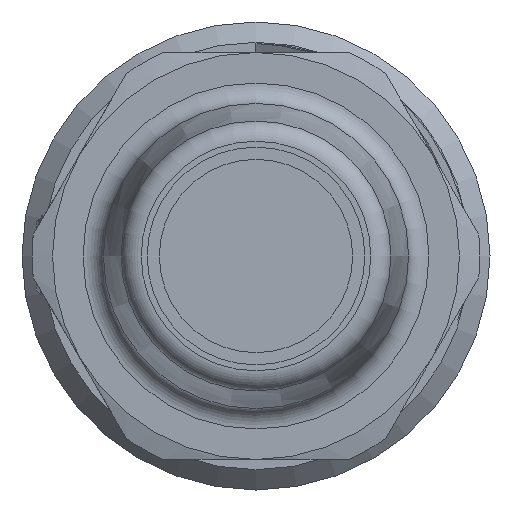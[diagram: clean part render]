
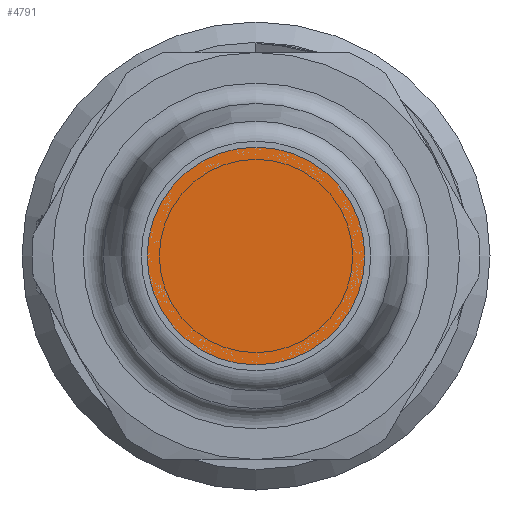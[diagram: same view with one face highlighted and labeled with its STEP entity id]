
A CAD part, left-side view. The second image highlights one B-rep face of the part: STEP entity #4791.
In plain terms, the highlighted planar face has unit normal (-1, 0, 0).
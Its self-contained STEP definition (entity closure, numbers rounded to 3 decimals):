
#266=PLANE('',#5143);
#369=FACE_OUTER_BOUND('',#667,.T.);
#667=EDGE_LOOP('',(#3220,#3221));
#997=CIRCLE('',#5144,5.35);
#998=CIRCLE('',#5145,5.35);
#1933=VERTEX_POINT('',#7801);
#1934=VERTEX_POINT('',#7802);
#2463=EDGE_CURVE('',#1933,#1934,#997,.T.);
#2464=EDGE_CURVE('',#1934,#1933,#998,.T.);
#3220=ORIENTED_EDGE('',*,*,#2463,.F.);
#3221=ORIENTED_EDGE('',*,*,#2464,.F.);
#4791=ADVANCED_FACE('',(#369),#266,.T.);
#5143=AXIS2_PLACEMENT_3D('',#7800,#5816,#5817);
#5144=AXIS2_PLACEMENT_3D('',#7803,#5818,#5819);
#5145=AXIS2_PLACEMENT_3D('',#7804,#5820,#5821);
#5816=DIRECTION('center_axis',(-1.,0.,0.));
#5817=DIRECTION('ref_axis',(0.,0.,1.));
#5818=DIRECTION('center_axis',(1.,0.,0.));
#5819=DIRECTION('ref_axis',(0.,0.,-1.));
#5820=DIRECTION('center_axis',(1.,0.,0.));
#5821=DIRECTION('ref_axis',(0.,0.,-1.));
#7800=CARTESIAN_POINT('Origin',(-59.9,5.35,0.));
#7801=CARTESIAN_POINT('',(-59.9,5.35,0.));
#7802=CARTESIAN_POINT('',(-59.9,-5.35,0.));
#7803=CARTESIAN_POINT('Origin',(-59.9,0.,0.));
#7804=CARTESIAN_POINT('Origin',(-59.9,0.,0.));
